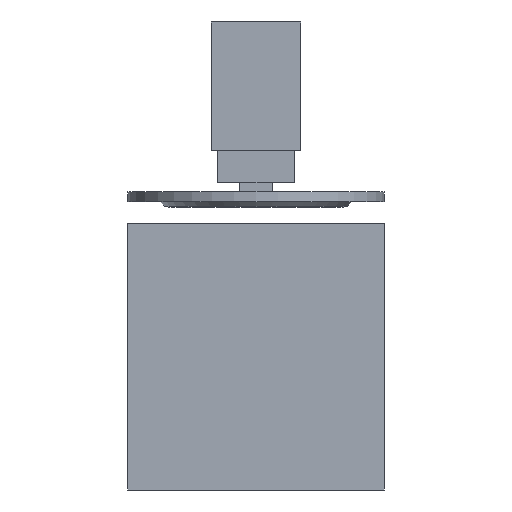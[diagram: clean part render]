
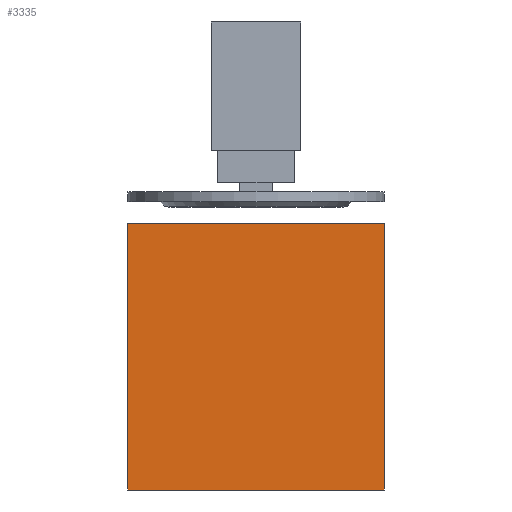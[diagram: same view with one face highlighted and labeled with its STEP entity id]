
A CAD part, left-side view. The second image highlights one B-rep face of the part: STEP entity #3335.
In plain terms, the highlighted planar face has unit normal (-1, 0, 0).
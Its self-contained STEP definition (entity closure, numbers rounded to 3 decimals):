
#3279=CARTESIAN_POINT('',(-50.,290.,0.));
#3280=VERTEX_POINT('',#3279);
#3287=CARTESIAN_POINT('',(-50.,290.,83.));
#3288=VERTEX_POINT('',#3287);
#3289=CARTESIAN_POINT('',(-50.,290.,83.));
#3290=DIRECTION('',(0.,0.,-1.));
#3291=VECTOR('',#3290,83.);
#3292=LINE('',#3289,#3291);
#3293=EDGE_CURVE('',#3288,#3280,#3292,.T.);
#3305=CARTESIAN_POINT('',(-50.,250.,80.));
#3306=DIRECTION('',(-1.,0.,0.));
#3307=DIRECTION('',(-0.,-1.,0.));
#3308=AXIS2_PLACEMENT_3D('',#3305,#3306,#3307);
#3309=PLANE('',#3308);
#3310=CARTESIAN_POINT('',(-50.,210.,0.));
#3311=VERTEX_POINT('',#3310);
#3312=CARTESIAN_POINT('',(-50.,210.,0.));
#3313=DIRECTION('',(0.,1.,0.));
#3314=VECTOR('',#3313,80.);
#3315=LINE('',#3312,#3314);
#3316=EDGE_CURVE('',#3311,#3280,#3315,.T.);
#3317=ORIENTED_EDGE('',*,*,#3316,.F.);
#3318=CARTESIAN_POINT('',(-50.,210.,83.));
#3319=VERTEX_POINT('',#3318);
#3320=CARTESIAN_POINT('',(-50.,210.,83.));
#3321=DIRECTION('',(0.,0.,-1.));
#3322=VECTOR('',#3321,83.);
#3323=LINE('',#3320,#3322);
#3324=EDGE_CURVE('',#3319,#3311,#3323,.T.);
#3325=ORIENTED_EDGE('',*,*,#3324,.F.);
#3326=CARTESIAN_POINT('',(-50.,210.,83.));
#3327=DIRECTION('',(0.,1.,0.));
#3328=VECTOR('',#3327,80.);
#3329=LINE('',#3326,#3328);
#3330=EDGE_CURVE('',#3319,#3288,#3329,.T.);
#3331=ORIENTED_EDGE('',*,*,#3330,.T.);
#3332=ORIENTED_EDGE('',*,*,#3293,.T.);
#3333=EDGE_LOOP('',(#3317,#3325,#3331,#3332));
#3334=FACE_BOUND('',#3333,.T.);
#3335=ADVANCED_FACE('',(#3334),#3309,.T.);
